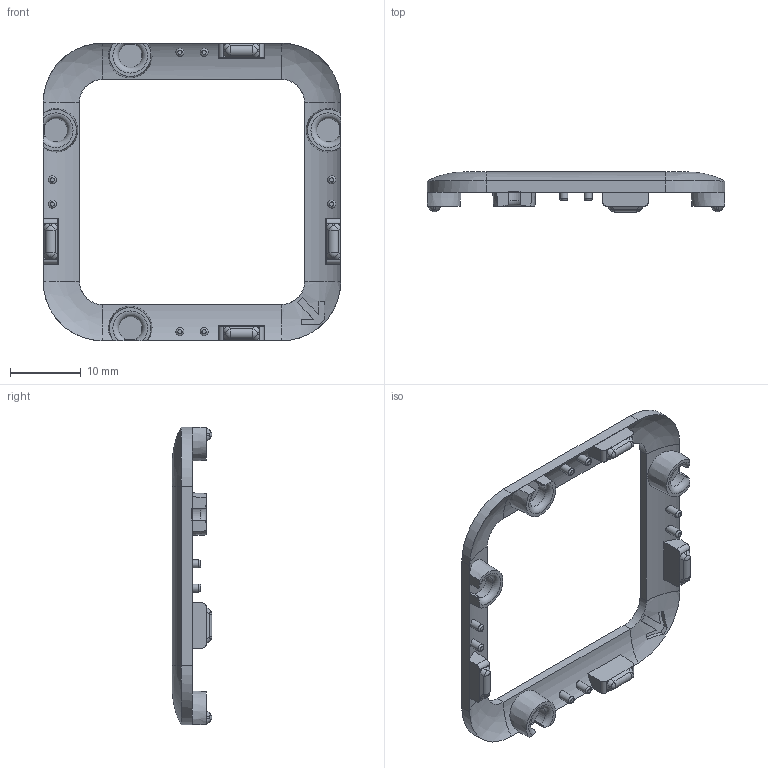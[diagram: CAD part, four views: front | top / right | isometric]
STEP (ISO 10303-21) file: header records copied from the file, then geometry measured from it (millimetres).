
FILE_DESCRIPTION(/* description */ (''),/* implementation_level */ '2;1');
FILE_NAME(/* name */ 'Remote Top.stp',/* time_stamp */ '2016-02-04T20:35:19-08:00',/* author */ ('Sam Clay'),/* organization */ (''),/* preprocessor_version */ 'ST-DEVELOPER v16.1',/* originating_system */ 'Autodesk Inventor 2016',/* authorisation */ '');
FILE_SCHEMA (('AUTOMOTIVE_DESIGN { 1 0 10303 214 3 1 1 }'));
Length unit declared in the file: inch
Products named in the file (1): Remote Top
Bounding box: 41.97 x 5.59 x 41.97 mm (x, y, z)
Volume: 1317.6 mm3; surface area: 2713.3 mm2
Topology: 17 solids, 17 shells, 191 faces, 410 edges, 252 vertices
Faces by surface type: plane 86, cylinder 44, bspline 37, torus 12, sphere 8, cone 4
Full cylindrical faces by diameter (mm): 1.114 x8
Entity records: 7975 total; most frequent: CARTESIAN_POINT 4267, ORIENTED_EDGE 772, DIRECTION 656, EDGE_CURVE 386, AXIS2_PLACEMENT_3D 247, VERTEX_POINT 244, EDGE_LOOP 208, FACE_OUTER_BOUND 191
